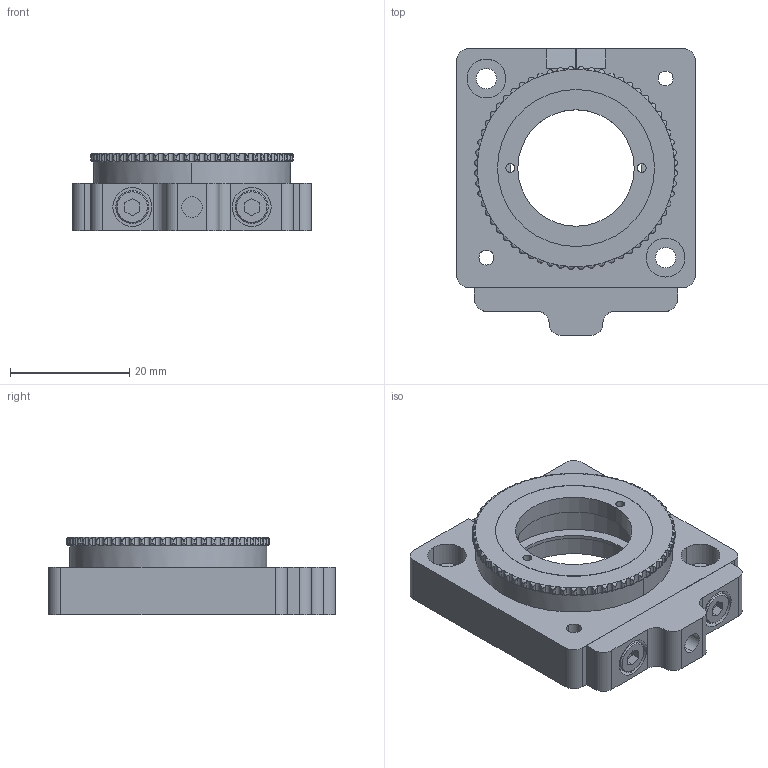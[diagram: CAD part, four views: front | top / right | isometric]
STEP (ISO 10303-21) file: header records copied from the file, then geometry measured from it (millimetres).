
FILE_DESCRIPTION (( 'STEP AP203' ), '1' );
FILE_NAME ('04PLM-5.STEP', '2016-03-21T02:48:03', ( '' ), ( '' ), 'SwSTEP 2.0', 'SolidWorks 2016', '' );
FILE_SCHEMA (( 'CONFIG_CONTROL_DESIGN' ));
Length unit declared in the file: millimetre
Products named in the file (1): 04PLM-5
Bounding box: 40 x 48 x 13.05 mm (x, y, z)
Volume: 11887.9 mm3; surface area: 11164.3 mm2
Topology: 10 solids, 10 shells, 575 faces, 1485 edges, 935 vertices
Faces by surface type: cylinder 365, torus 120, plane 68, cone 18, sphere 2, bspline 2
Entity records: 18980 total; most frequent: CARTESIAN_POINT 5678, ORIENTED_EDGE 2950, DIRECTION 2487, EDGE_CURVE 1475, AXIS2_PLACEMENT_3D 1002, VERTEX_POINT 935, EDGE_LOOP 624, FACE_OUTER_BOUND 575
